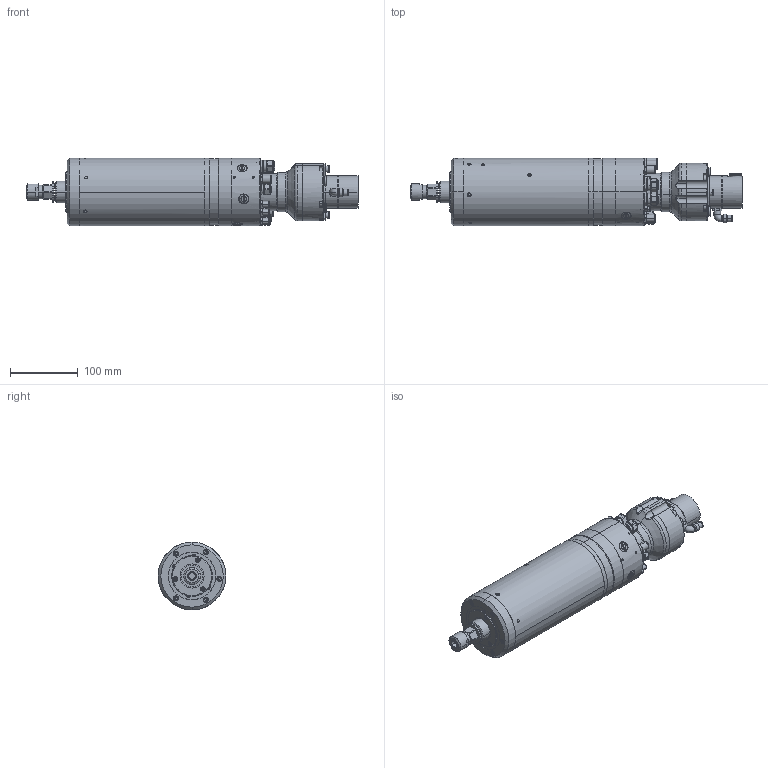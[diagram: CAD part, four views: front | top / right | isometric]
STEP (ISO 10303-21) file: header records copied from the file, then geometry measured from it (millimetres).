
FILE_DESCRIPTION (( 'STEP AP203' ), '1' );
FILE_NAME ('100A45HKW-00-.STEP', '2013-08-12T09:00:03', ( '' ), ( '' ), 'SwSTEP 2.0', 'SolidWorks 2012', '' );
FILE_SCHEMA (( 'CONFIG_CONTROL_DESIGN' ));
Length unit declared in the file: millimetre
Products named in the file (1): 100A45HKW-00-
Bounding box: 489.96 x 100.1 x 100.05 mm (x, y, z)
Surface area: 193553.6 mm2 (no closed solid volume)
Topology: 0 solids, 113 shells, 1098 faces, 3328 edges, 2353 vertices
Faces by surface type: plane 470, cylinder 409, cone 125, torus 88, sphere 6
Entity records: 39825 total; most frequent: CARTESIAN_POINT 9008, DIRECTION 6995, ORIENTED_EDGE 5415, EDGE_CURVE 3312, AXIS2_PLACEMENT_3D 2724, VERTEX_POINT 2353, CIRCLE 1625, VECTOR 1547
